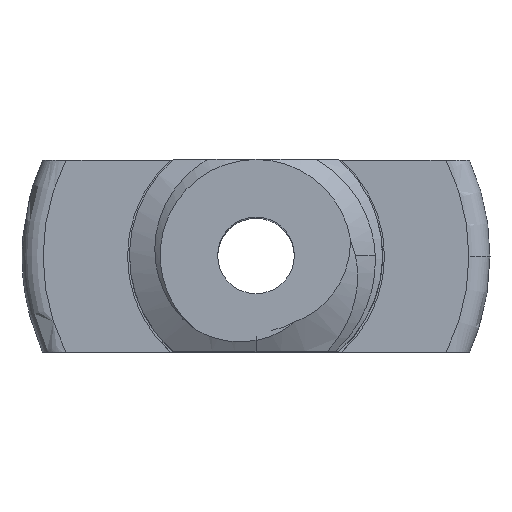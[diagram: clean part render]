
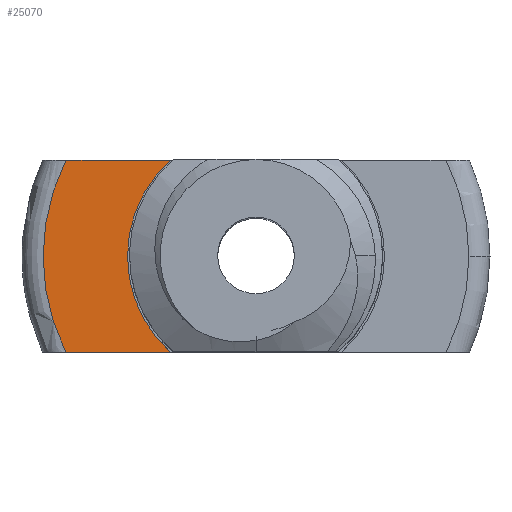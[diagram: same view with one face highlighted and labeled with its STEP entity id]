
A CAD part, top view. The second image highlights one B-rep face of the part: STEP entity #25070.
In plain terms, the highlighted planar face has unit normal (0, 0, 1).
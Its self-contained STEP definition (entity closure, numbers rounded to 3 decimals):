
#5643 = PLANE('',#5644);
#5644 = AXIS2_PLACEMENT_3D('',#5645,#5646,#5647);
#5645 = CARTESIAN_POINT('',(12.5,-2.5,35.952));
#5646 = DIRECTION('',(0.,1.,0.));
#5647 = DIRECTION('',(-1.,0.,0.));
#6432 = PLANE('',#6433);
#6433 = AXIS2_PLACEMENT_3D('',#6434,#6435,#6436);
#6434 = CARTESIAN_POINT('',(-12.5,2.5,35.952));
#6435 = DIRECTION('',(0.,-1.,0.));
#6436 = DIRECTION('',(1.,0.,0.));
#8852 = VERTEX_POINT('',#8853);
#8853 = CARTESIAN_POINT('',(-4.955,-2.5,0.));
#8905 = TOROIDAL_SURFACE('',#8906,5.55,0.55);
#8906 = AXIS2_PLACEMENT_3D('',#8907,#8908,#8909);
#8907 = CARTESIAN_POINT('',(0.,0.,-0.55)
  );
#8908 = DIRECTION('',(0.,0.,1.));
#8909 = DIRECTION('',(1.,0.,0.));
#8936 = EDGE_CURVE('',#8937,#8852,#8939,.T.);
#8937 = VERTEX_POINT('',#8938);
#8938 = CARTESIAN_POINT('',(-2.23,-2.5,0.));
#8939 = SURFACE_CURVE('',#8940,(#8944,#8951),.PCURVE_S1.);
#8940 = LINE('',#8941,#8942);
#8941 = CARTESIAN_POINT('',(6.25,-2.5,0.));
#8942 = VECTOR('',#8943,1.);
#8943 = DIRECTION('',(-1.,0.,0.));
#8944 = PCURVE('',#5643,#8945);
#8945 = DEFINITIONAL_REPRESENTATION('',(#8946),#8950);
#8946 = LINE('',#8947,#8948);
#8947 = CARTESIAN_POINT('',(6.25,-35.952));
#8948 = VECTOR('',#8949,1.);
#8949 = DIRECTION('',(1.,0.));
#8950 = ( GEOMETRIC_REPRESENTATION_CONTEXT(2) 
PARAMETRIC_REPRESENTATION_CONTEXT() REPRESENTATION_CONTEXT('2D SPACE',''
  ) );
#8951 = PCURVE('',#8952,#8957);
#8952 = PLANE('',#8953);
#8953 = AXIS2_PLACEMENT_3D('',#8954,#8955,#8956);
#8954 = CARTESIAN_POINT('',(0.,0.,
    0.));
#8955 = DIRECTION('',(0.,0.,-1.));
#8956 = DIRECTION('',(1.,0.,0.));
#8957 = DEFINITIONAL_REPRESENTATION('',(#8958),#8962);
#8958 = LINE('',#8959,#8960);
#8959 = CARTESIAN_POINT('',(6.25,2.5));
#8960 = VECTOR('',#8961,1.);
#8961 = DIRECTION('',(-1.,0.));
#8962 = ( GEOMETRIC_REPRESENTATION_CONTEXT(2) 
PARAMETRIC_REPRESENTATION_CONTEXT() REPRESENTATION_CONTEXT('2D SPACE',''
  ) );
#8978 = CYLINDRICAL_SURFACE('',#8979,3.35);
#8979 = AXIS2_PLACEMENT_3D('',#8980,#8981,#8982);
#8980 = CARTESIAN_POINT('',(0.,0.,1.8)
  );
#8981 = DIRECTION('',(0.,0.,-1.));
#8982 = DIRECTION('',(1.,0.,0.));
#22849 = VERTEX_POINT('',#22850);
#22850 = CARTESIAN_POINT('',(-2.23,2.5,0.));
#22871 = EDGE_CURVE('',#22872,#22849,#22874,.T.);
#22872 = VERTEX_POINT('',#22873);
#22873 = CARTESIAN_POINT('',(-4.955,2.5,0.));
#22874 = SURFACE_CURVE('',#22875,(#22879,#22886),.PCURVE_S1.);
#22875 = LINE('',#22876,#22877);
#22876 = CARTESIAN_POINT('',(-6.25,2.5,0.));
#22877 = VECTOR('',#22878,1.);
#22878 = DIRECTION('',(1.,0.,0.));
#22879 = PCURVE('',#6432,#22880);
#22880 = DEFINITIONAL_REPRESENTATION('',(#22881),#22885);
#22881 = LINE('',#22882,#22883);
#22882 = CARTESIAN_POINT('',(6.25,-35.952));
#22883 = VECTOR('',#22884,1.);
#22884 = DIRECTION('',(1.,0.));
#22885 = ( GEOMETRIC_REPRESENTATION_CONTEXT(2) 
PARAMETRIC_REPRESENTATION_CONTEXT() REPRESENTATION_CONTEXT('2D SPACE',''
  ) );
#22886 = PCURVE('',#8952,#22887);
#22887 = DEFINITIONAL_REPRESENTATION('',(#22888),#22892);
#22888 = LINE('',#22889,#22890);
#22889 = CARTESIAN_POINT('',(-6.25,-2.5));
#22890 = VECTOR('',#22891,1.);
#22891 = DIRECTION('',(1.,0.));
#22892 = ( GEOMETRIC_REPRESENTATION_CONTEXT(2) 
PARAMETRIC_REPRESENTATION_CONTEXT() REPRESENTATION_CONTEXT('2D SPACE',''
  ) );
#24602 = EDGE_CURVE('',#8937,#22849,#24603,.T.);
#24603 = SURFACE_CURVE('',#24604,(#24609,#24616),.PCURVE_S1.);
#24604 = CIRCLE('',#24605,3.35);
#24605 = AXIS2_PLACEMENT_3D('',#24606,#24607,#24608);
#24606 = CARTESIAN_POINT('',(0.,0.,
    0.));
#24607 = DIRECTION('',(0.,0.,-1.));
#24608 = DIRECTION('',(1.,0.,0.));
#24609 = PCURVE('',#8978,#24610);
#24610 = DEFINITIONAL_REPRESENTATION('',(#24611),#24615);
#24611 = LINE('',#24612,#24613);
#24612 = CARTESIAN_POINT('',(0.,1.8));
#24613 = VECTOR('',#24614,1.);
#24614 = DIRECTION('',(1.,0.));
#24615 = ( GEOMETRIC_REPRESENTATION_CONTEXT(2) 
PARAMETRIC_REPRESENTATION_CONTEXT() REPRESENTATION_CONTEXT('2D SPACE',''
  ) );
#24616 = PCURVE('',#8952,#24617);
#24617 = DEFINITIONAL_REPRESENTATION('',(#24618),#24622);
#24618 = CIRCLE('',#24619,3.35);
#24619 = AXIS2_PLACEMENT_2D('',#24620,#24621);
#24620 = CARTESIAN_POINT('',(0.,0.));
#24621 = DIRECTION('',(1.,0.));
#24622 = ( GEOMETRIC_REPRESENTATION_CONTEXT(2) 
PARAMETRIC_REPRESENTATION_CONTEXT() REPRESENTATION_CONTEXT('2D SPACE',''
  ) );
#25070 = ADVANCED_FACE('',(#25071),#8952,.F.);
#25071 = FACE_BOUND('',#25072,.T.);
#25072 = EDGE_LOOP('',(#25073,#25074,#25075,#25076));
#25073 = ORIENTED_EDGE('',*,*,#8936,.F.);
#25074 = ORIENTED_EDGE('',*,*,#24602,.T.);
#25075 = ORIENTED_EDGE('',*,*,#22871,.F.);
#25076 = ORIENTED_EDGE('',*,*,#25077,.F.);
#25077 = EDGE_CURVE('',#8852,#22872,#25078,.T.);
#25078 = SURFACE_CURVE('',#25079,(#25084,#25091),.PCURVE_S1.);
#25079 = CIRCLE('',#25080,5.55);
#25080 = AXIS2_PLACEMENT_3D('',#25081,#25082,#25083);
#25081 = CARTESIAN_POINT('',(0.,0.,
    0.));
#25082 = DIRECTION('',(0.,0.,-1.));
#25083 = DIRECTION('',(1.,0.,0.));
#25084 = PCURVE('',#8952,#25085);
#25085 = DEFINITIONAL_REPRESENTATION('',(#25086),#25090);
#25086 = CIRCLE('',#25087,5.55);
#25087 = AXIS2_PLACEMENT_2D('',#25088,#25089);
#25088 = CARTESIAN_POINT('',(0.,0.));
#25089 = DIRECTION('',(1.,0.));
#25090 = ( GEOMETRIC_REPRESENTATION_CONTEXT(2) 
PARAMETRIC_REPRESENTATION_CONTEXT() REPRESENTATION_CONTEXT('2D SPACE',''
  ) );
#25091 = PCURVE('',#8905,#25092);
#25092 = DEFINITIONAL_REPRESENTATION('',(#25093),#25097);
#25093 = LINE('',#25094,#25095);
#25094 = CARTESIAN_POINT('',(0.,7.854));
#25095 = VECTOR('',#25096,1.);
#25096 = DIRECTION('',(-1.,0.));
#25097 = ( GEOMETRIC_REPRESENTATION_CONTEXT(2) 
PARAMETRIC_REPRESENTATION_CONTEXT() REPRESENTATION_CONTEXT('2D SPACE',''
  ) );
